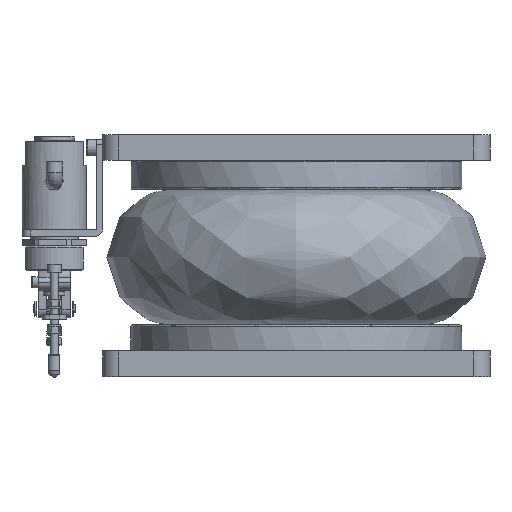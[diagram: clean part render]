
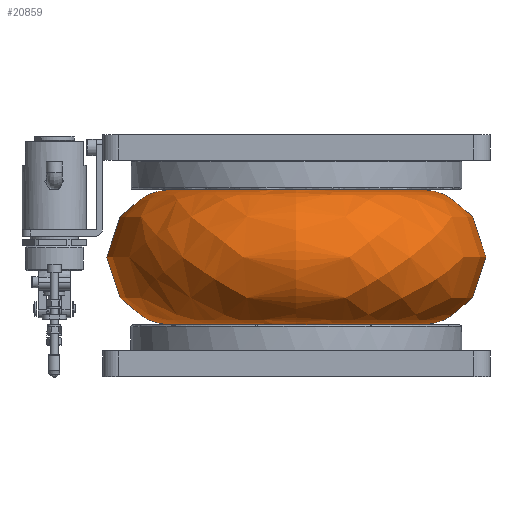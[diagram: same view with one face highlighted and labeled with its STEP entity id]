
A CAD part, front view. The second image highlights one B-rep face of the part: STEP entity #20859.
In plain terms, the highlighted free-form (B-spline) face has degree [3, 3] with [4, 7] control points.
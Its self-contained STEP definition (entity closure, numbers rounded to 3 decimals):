
#1114 = EDGE_LOOP ( 'NONE', ( #3747 ) ) ;
#2481 = CARTESIAN_POINT ( 'NONE',  ( -21.691, 49.954, 121. ) ) ;
#2821 = CARTESIAN_POINT ( 'NONE',  ( 129.309, -185.046, 121. ) ) ;
#2992 = CARTESIAN_POINT ( 'NONE',  ( -21.691, 49.954, 205. ) ) ;
#3747 = ORIENTED_EDGE ( 'NONE', *, *, #16562, .T. ) ;
#3899 = AXIS2_PLACEMENT_3D ( 'NONE', #30785, #17160, #4367 ) ;
#4241 = AXIS2_PLACEMENT_3D ( 'NONE', #5730, #32158, #21749 ) ;
#4367 = DIRECTION ( 'NONE',  ( 0., -1., 0. ) ) ;
#5035 = CARTESIAN_POINT ( 'NONE',  ( 448.309, 133.954, 121. ) ) ;
#5205 = CARTESIAN_POINT ( 'NONE',  ( 280.309, -101.046, 121. ) ) ;
#5372 = CARTESIAN_POINT ( 'NONE',  ( 448.309, 133.954, 205. ) ) ;
#5730 = CARTESIAN_POINT ( 'NONE',  ( 129.309, -25.546, 205. ) ) ;
#5947 =( BOUNDED_SURFACE ( )  B_SPLINE_SURFACE ( 3, 3, ( 
 ( #28736, #10654, #20548, #26344, #2992, #15765, #21224 ),
 ( #31636, #29084, #5372, #8277, #26172, #7760, #8098 ),
 ( #2821, #13194, #5035, #23106, #18165, #23614, #18677 ),
 ( #21055, #5205, #15422, #25835, #2481, #33506, #31468 ) ),
 .UNSPECIFIED., .F., .T., .F. ) 
 B_SPLINE_SURFACE_WITH_KNOTS ( ( 4, 4 ),
 ( 4, 3, 4 ),
 ( 0., 1. ),
 ( 0., 0.5, 1. ),
 .UNSPECIFIED. ) 
 GEOMETRIC_REPRESENTATION_ITEM ( )  RATIONAL_B_SPLINE_SURFACE ( (
 ( 1., 0.333, 0.333, 1., 0.333, 0.333, 1.),
 ( 0.333, 0.111, 0.111, 0.333, 0.111, 0.111, 0.333),
 ( 0.333, 0.111, 0.111, 0.333, 0.111, 0.111, 0.333),
 ( 1., 0.333, 0.333, 1., 0.333, 0.333, 1.) ) ) 
 REPRESENTATION_ITEM ( '' )  SURFACE ( )  );
#7760 = CARTESIAN_POINT ( 'NONE',  ( -189.691, -185.046, 205. ) ) ;
#8098 = CARTESIAN_POINT ( 'NONE',  ( 129.309, -185.046, 205. ) ) ;
#8277 = CARTESIAN_POINT ( 'NONE',  ( 129.309, 133.954, 205. ) ) ;
#9173 = VERTEX_POINT ( 'NONE', #19923 ) ;
#10654 = CARTESIAN_POINT ( 'NONE',  ( 280.309, -101.046, 205. ) ) ;
#11169 = ORIENTED_EDGE ( 'NONE', *, *, #29836, .T. ) ;
#11647 = VERTEX_POINT ( 'NONE', #13869 ) ;
#13194 = CARTESIAN_POINT ( 'NONE',  ( 448.309, -185.046, 121. ) ) ;
#13869 = CARTESIAN_POINT ( 'NONE',  ( 129.309, -101.046, 205. ) ) ;
#15422 = CARTESIAN_POINT ( 'NONE',  ( 280.309, 49.954, 121. ) ) ;
#15765 = CARTESIAN_POINT ( 'NONE',  ( -21.691, -101.046, 205. ) ) ;
#16562 = EDGE_CURVE ( 'NONE', #9173, #9173, #24042, .T. ) ;
#17160 = DIRECTION ( 'NONE',  ( 0., 0., 1. ) ) ;
#17787 = EDGE_LOOP ( 'NONE', ( #11169 ) ) ;
#18165 = CARTESIAN_POINT ( 'NONE',  ( -189.691, 133.954, 121. ) ) ;
#18677 = CARTESIAN_POINT ( 'NONE',  ( 129.309, -185.046, 121. ) ) ;
#19923 = CARTESIAN_POINT ( 'NONE',  ( 129.309, -101.046, 121. ) ) ;
#20548 = CARTESIAN_POINT ( 'NONE',  ( 280.309, 49.954, 205. ) ) ;
#20859 = ADVANCED_FACE ( 'NONE', ( #30957, #28570 ), #5947, .T. ) ;
#21055 = CARTESIAN_POINT ( 'NONE',  ( 129.309, -101.046, 121. ) ) ;
#21224 = CARTESIAN_POINT ( 'NONE',  ( 129.309, -101.046, 205. ) ) ;
#21749 = DIRECTION ( 'NONE',  ( 0., -1., 0. ) ) ;
#22195 = CIRCLE ( 'NONE', #4241, 75.5 ) ;
#23106 = CARTESIAN_POINT ( 'NONE',  ( 129.309, 133.954, 121. ) ) ;
#23614 = CARTESIAN_POINT ( 'NONE',  ( -189.691, -185.046, 121. ) ) ;
#24042 = CIRCLE ( 'NONE', #3899, 75.5 ) ;
#25835 = CARTESIAN_POINT ( 'NONE',  ( 129.309, 49.954, 121. ) ) ;
#26172 = CARTESIAN_POINT ( 'NONE',  ( -189.691, 133.954, 205. ) ) ;
#26344 = CARTESIAN_POINT ( 'NONE',  ( 129.309, 49.954, 205. ) ) ;
#28570 = FACE_OUTER_BOUND ( 'NONE', #17787, .T. ) ;
#28736 = CARTESIAN_POINT ( 'NONE',  ( 129.309, -101.046, 205. ) ) ;
#29084 = CARTESIAN_POINT ( 'NONE',  ( 448.309, -185.046, 205. ) ) ;
#29836 = EDGE_CURVE ( 'NONE', #11647, #11647, #22195, .T. ) ;
#30785 = CARTESIAN_POINT ( 'NONE',  ( 129.309, -25.546, 121. ) ) ;
#30957 = FACE_OUTER_BOUND ( 'NONE', #1114, .T. ) ;
#31468 = CARTESIAN_POINT ( 'NONE',  ( 129.309, -101.046, 121. ) ) ;
#31636 = CARTESIAN_POINT ( 'NONE',  ( 129.309, -185.046, 205. ) ) ;
#32158 = DIRECTION ( 'NONE',  ( 0., 0., -1. ) ) ;
#33506 = CARTESIAN_POINT ( 'NONE',  ( -21.691, -101.046, 121. ) ) ;
